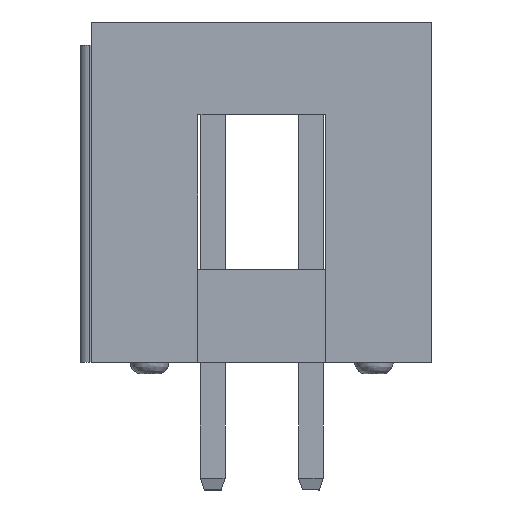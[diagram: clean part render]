
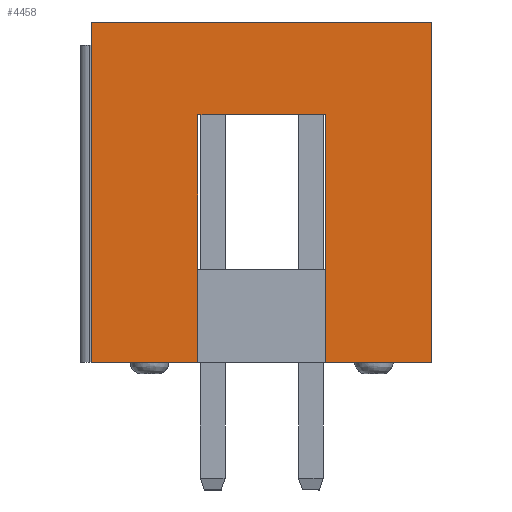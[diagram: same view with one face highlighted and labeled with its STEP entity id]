
A CAD part, left-side view. The second image highlights one B-rep face of the part: STEP entity #4458.
In plain terms, the highlighted planar face has unit normal (-1, 0, 0).
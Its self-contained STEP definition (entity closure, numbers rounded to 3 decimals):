
#49=LINE('',#6493,#658);
#78=LINE('',#6558,#687);
#82=LINE('',#6565,#691);
#143=LINE('',#6693,#752);
#146=LINE('',#6699,#755);
#147=LINE('',#6701,#756);
#148=LINE('',#6702,#757);
#149=LINE('',#6703,#758);
#658=VECTOR('',#5072,1000.);
#687=VECTOR('',#5119,1000.);
#691=VECTOR('',#5123,1000.);
#752=VECTOR('',#5206,1000.);
#755=VECTOR('',#5211,1000.);
#756=VECTOR('',#5212,1000.);
#757=VECTOR('',#5213,1000.);
#758=VECTOR('',#5214,1000.);
#1277=PLANE('',#4770);
#1552=FACE_OUTER_BOUND('',#1846,.T.);
#1846=EDGE_LOOP('',(#3330,#3331,#3332,#3333,#3334,#3335,#3336,#3337));
#2158=VERTEX_POINT('',#6490);
#2159=VERTEX_POINT('',#6492);
#2185=VERTEX_POINT('',#6555);
#2186=VERTEX_POINT('',#6557);
#2189=VERTEX_POINT('',#6563);
#2245=VERTEX_POINT('',#6692);
#2247=VERTEX_POINT('',#6698);
#2248=VERTEX_POINT('',#6700);
#2547=EDGE_CURVE('',#2158,#2159,#49,.T.);
#2581=EDGE_CURVE('',#2185,#2186,#78,.T.);
#2585=EDGE_CURVE('',#2189,#2158,#82,.T.);
#2649=EDGE_CURVE('',#2245,#2159,#143,.T.);
#2652=EDGE_CURVE('',#2189,#2247,#146,.T.);
#2653=EDGE_CURVE('',#2247,#2248,#147,.T.);
#2654=EDGE_CURVE('',#2248,#2186,#148,.T.);
#2655=EDGE_CURVE('',#2185,#2245,#149,.T.);
#3330=ORIENTED_EDGE('',*,*,#2649,.T.);
#3331=ORIENTED_EDGE('',*,*,#2547,.F.);
#3332=ORIENTED_EDGE('',*,*,#2585,.F.);
#3333=ORIENTED_EDGE('',*,*,#2652,.T.);
#3334=ORIENTED_EDGE('',*,*,#2653,.T.);
#3335=ORIENTED_EDGE('',*,*,#2654,.T.);
#3336=ORIENTED_EDGE('',*,*,#2581,.F.);
#3337=ORIENTED_EDGE('',*,*,#2655,.T.);
#4458=ADVANCED_FACE('',(#1552),#1277,.T.);
#4770=AXIS2_PLACEMENT_3D('',#6697,#5209,#5210);
#5072=DIRECTION('',(0.,0.,1.));
#5119=DIRECTION('',(0.,1.,0.));
#5123=DIRECTION('',(0.,1.,0.));
#5206=DIRECTION('',(0.,1.,0.));
#5209=DIRECTION('center_axis',(-1.,0.,0.));
#5210=DIRECTION('ref_axis',(0.,-1.,0.));
#5211=DIRECTION('',(0.,0.,1.));
#5212=DIRECTION('',(0.,-1.,0.));
#5213=DIRECTION('',(0.,0.,-1.));
#5214=DIRECTION('',(0.,0.,1.));
#6490=CARTESIAN_POINT('',(-10.1,4.4,-2.4));
#6492=CARTESIAN_POINT('',(-10.1,4.4,6.4));
#6493=CARTESIAN_POINT('',(-10.1,4.4,-2.4));
#6555=CARTESIAN_POINT('',(-10.1,-4.4,-2.4));
#6557=CARTESIAN_POINT('',(-10.1,-1.65,-2.4));
#6558=CARTESIAN_POINT('',(-10.1,0.01,-2.4));
#6563=CARTESIAN_POINT('',(-10.1,1.65,-2.4));
#6565=CARTESIAN_POINT('',(-10.1,0.01,-2.4));
#6692=CARTESIAN_POINT('',(-10.1,-4.4,6.4));
#6693=CARTESIAN_POINT('',(-10.1,4.41,6.4));
#6697=CARTESIAN_POINT('Origin',(-10.1,-4.39,-2.4));
#6698=CARTESIAN_POINT('',(-10.1,1.65,4.));
#6699=CARTESIAN_POINT('',(-10.1,1.65,-2.4));
#6700=CARTESIAN_POINT('',(-10.1,-1.65,4.));
#6701=CARTESIAN_POINT('',(-10.1,-4.39,4.));
#6702=CARTESIAN_POINT('',(-10.1,-1.65,-2.4));
#6703=CARTESIAN_POINT('',(-10.1,-4.4,-2.4));
